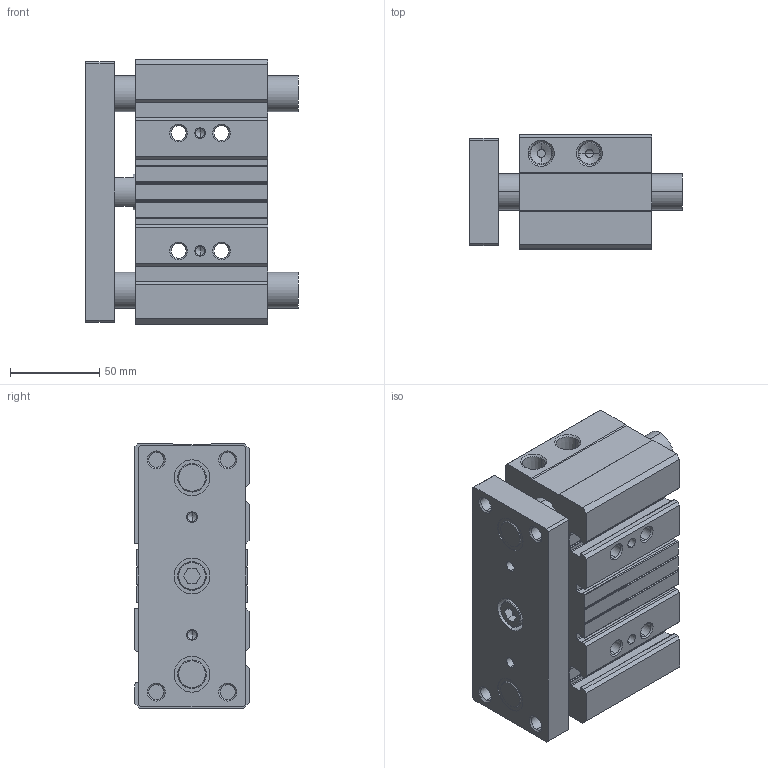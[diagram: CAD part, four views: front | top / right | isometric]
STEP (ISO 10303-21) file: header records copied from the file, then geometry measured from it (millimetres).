
FILE_DESCRIPTION (( 'STEP AP203' ), '1' );
FILE_NAME ('E50M030MD-M.step', '2021-03-08T16:01:27', ( '' ), ( '' ), 'SwSTEP 2.0', 'SolidWorks 2019', '' );
FILE_SCHEMA (( 'CONFIG_CONTROL_DESIGN' ));
Length unit declared in the file: millimetre
Products named in the file (3): E50M030MD-M_BODY; E50M030MD-M; E50M030MD-M_ENDPLATE
Assembly tree (2 placements, depth 2):
  E50M030MD-M
    E50M030MD-M_BODY
    E50M030MD-M_ENDPLATE
Bounding box: 119 x 64 x 148 mm (x, y, z)
Volume: 725789.5 mm3; surface area: 150144 mm2
Topology: 5 solids, 5 shells, 423 faces, 1071 edges, 669 vertices
Faces by surface type: cylinder 190, plane 139, cone 94
Entity records: 13142 total; most frequent: CARTESIAN_POINT 2370, DIRECTION 2329, ORIENTED_EDGE 2094, EDGE_CURVE 1047, AXIS2_PLACEMENT_3D 872, VERTEX_POINT 669, LINE 585, VECTOR 585
